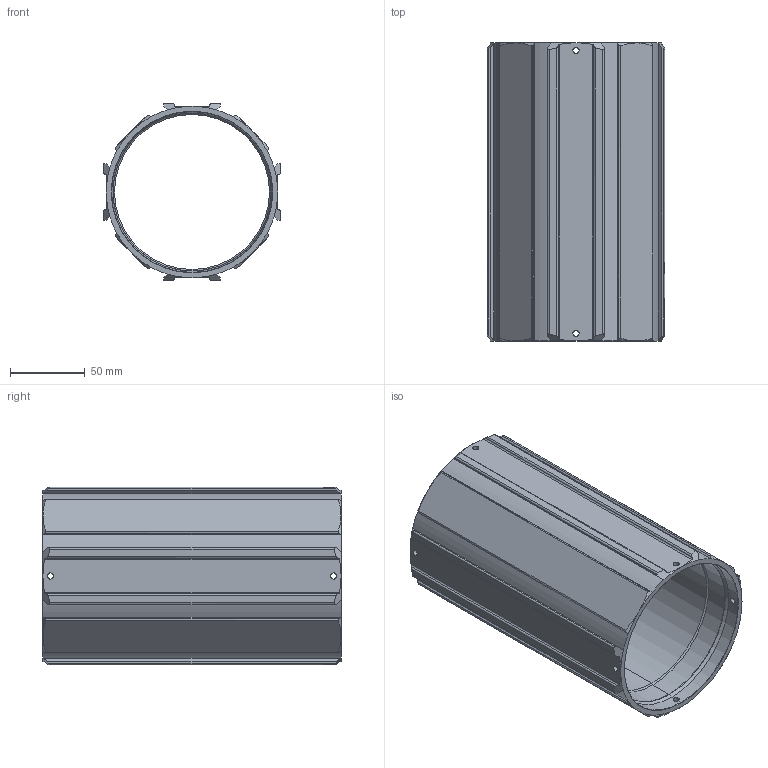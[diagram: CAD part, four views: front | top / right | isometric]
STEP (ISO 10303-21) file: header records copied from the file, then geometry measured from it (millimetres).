
FILE_DESCRIPTION (( 'STEP AP203' ), '1' );
FILE_NAME ('14010301-1151.STEP', '2023-10-04T08:04:17', ( '' ), ( '' ), 'SwSTEP 2.0', 'SolidWorks 2022', '' );
FILE_SCHEMA (( 'CONFIG_CONTROL_DESIGN' ));
Length unit declared in the file: millimetre
Products named in the file (1): 14010301-1151
Bounding box: 119 x 200 x 119 mm (x, y, z)
Volume: 419262.9 mm3; surface area: 157162.4 mm2
Topology: 1 solids, 1 shells, 158 faces, 408 edges, 248 vertices
Faces by surface type: cylinder 68, cone 44, plane 42, torus 4
Entity records: 5885 total; most frequent: CARTESIAN_POINT 2251, ORIENTED_EDGE 816, DIRECTION 634, EDGE_CURVE 408, AXIS2_PLACEMENT_3D 255, VERTEX_POINT 248, B_SPLINE_CURVE_WITH_KNOTS 188, EDGE_LOOP 172
